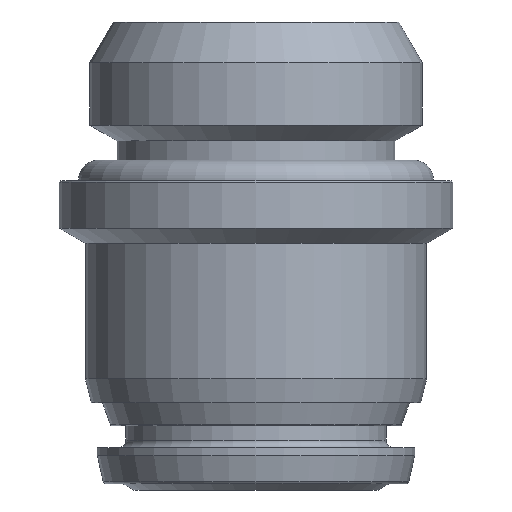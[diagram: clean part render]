
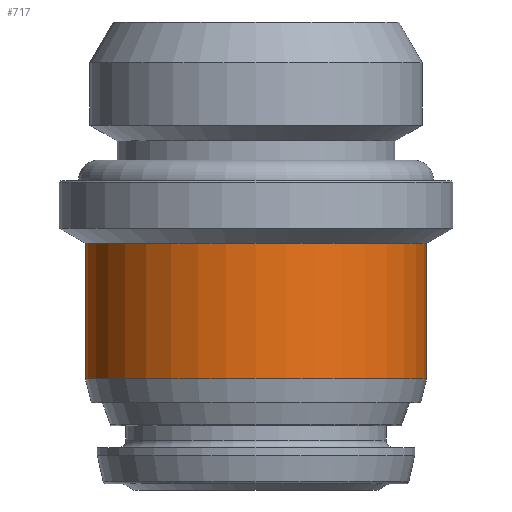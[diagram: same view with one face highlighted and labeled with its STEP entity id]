
A CAD part, front view. The second image highlights one B-rep face of the part: STEP entity #717.
In plain terms, the highlighted cylindrical face has radius 10.75 mm (diameter 21.5 mm), a full revolution.
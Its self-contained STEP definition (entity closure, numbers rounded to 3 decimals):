
#27=CYLINDRICAL_SURFACE('',#771,10.75);
#43=CIRCLE('',#770,10.75);
#44=CIRCLE('',#772,10.75);
#125=ORIENTED_EDGE('',*,*,#205,.F.);
#126=ORIENTED_EDGE('',*,*,#204,.T.);
#204=EDGE_CURVE('',#246,#246,#43,.T.);
#205=EDGE_CURVE('',#247,#247,#44,.T.);
#246=VERTEX_POINT('',#1052);
#247=VERTEX_POINT('',#1055);
#317=EDGE_LOOP('',(#125));
#318=EDGE_LOOP('',(#126));
#385=FACE_BOUND('',#317,.T.);
#386=FACE_BOUND('',#318,.T.);
#717=ADVANCED_FACE('',(#385,#386),#27,.T.);
#770=AXIS2_PLACEMENT_3D('',#1051,#879,#880);
#771=AXIS2_PLACEMENT_3D('',#1053,#881,#882);
#772=AXIS2_PLACEMENT_3D('',#1054,#883,#884);
#879=DIRECTION('',(0.,0.,-1.));
#880=DIRECTION('',(-1.,0.,0.));
#881=DIRECTION('',(0.,0.,-1.));
#882=DIRECTION('',(-1.,0.,0.));
#883=DIRECTION('',(0.,0.,-1.));
#884=DIRECTION('',(-1.,0.,0.));
#1051=CARTESIAN_POINT('',(0.,0.,-13.953));
#1052=CARTESIAN_POINT('',(-10.75,0.,-13.953));
#1053=CARTESIAN_POINT('',(0.,0.,-29.5));
#1054=CARTESIAN_POINT('',(0.,0.,-22.5));
#1055=CARTESIAN_POINT('',(-10.75,0.,-22.5));
